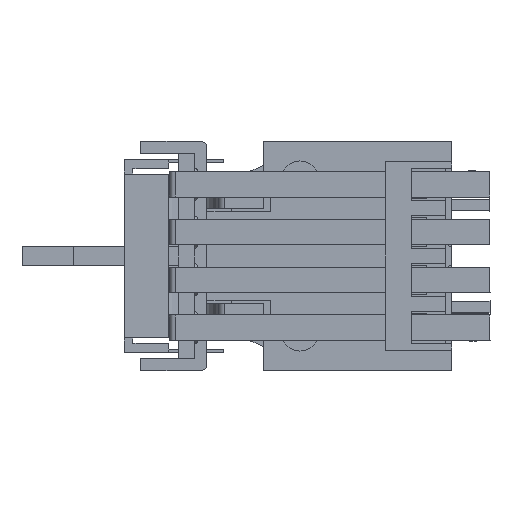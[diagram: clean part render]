
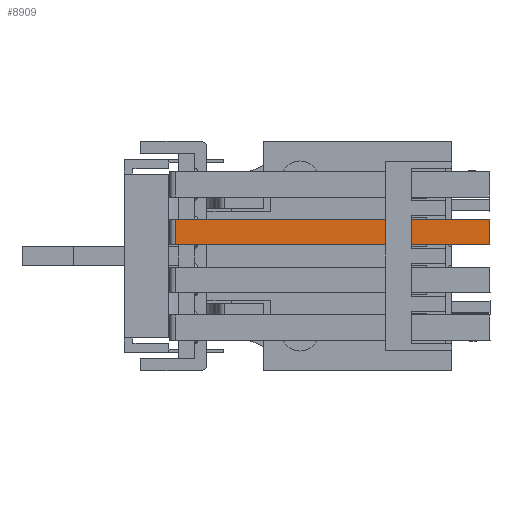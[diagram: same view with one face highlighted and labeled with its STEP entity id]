
A CAD part, left-side view. The second image highlights one B-rep face of the part: STEP entity #8909.
In plain terms, the highlighted planar face has unit normal (-1, 0, 0).
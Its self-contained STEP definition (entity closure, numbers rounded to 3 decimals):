
#467 = CARTESIAN_POINT ( 'NONE',  ( -64., -2.875, -26.569 ) ) ;
#671 = DIRECTION ( 'NONE',  ( 0., 1., 0. ) ) ;
#874 = EDGE_CURVE ( 'NONE', #1658, #14551, #16862, .T. ) ;
#1273 = VERTEX_POINT ( 'NONE', #16506 ) ;
#1658 = VERTEX_POINT ( 'NONE', #1813 ) ;
#1787 = LINE ( 'NONE', #6668, #9426 ) ;
#1813 = CARTESIAN_POINT ( 'NONE',  ( -64., -2.875, 0.2 ) ) ;
#2652 = CARTESIAN_POINT ( 'NONE',  ( -64., -2.875, -24.45 ) ) ;
#4595 = VECTOR ( 'NONE', #12173, 1000. ) ;
#5923 = DIRECTION ( 'NONE',  ( 0., -1., 0. ) ) ;
#6342 = VECTOR ( 'NONE', #5923, 1000. ) ;
#6415 = ORIENTED_EDGE ( 'NONE', *, *, #16102, .F. ) ;
#6668 = CARTESIAN_POINT ( 'NONE',  ( -64., -2.875, -26.569 ) ) ;
#7200 = CARTESIAN_POINT ( 'NONE',  ( -64., -0.875, -26.569 ) ) ;
#7552 = VECTOR ( 'NONE', #671, 1000. ) ;
#7560 = AXIS2_PLACEMENT_3D ( 'NONE', #467, #11756, #20010 ) ;
#7990 = LINE ( 'NONE', #7200, #4595 ) ;
#8909 = ADVANCED_FACE ( 'NONE', ( #9387 ), #16016, .T. ) ;
#9387 = FACE_OUTER_BOUND ( 'NONE', #12578, .T. ) ;
#9426 = VECTOR ( 'NONE', #11434, 1000. ) ;
#10327 = VERTEX_POINT ( 'NONE', #15379 ) ;
#11434 = DIRECTION ( 'NONE',  ( 0., 0., 1. ) ) ;
#11756 = DIRECTION ( 'NONE',  ( -1., 0., 0. ) ) ;
#12173 = DIRECTION ( 'NONE',  ( 0., 0., 1. ) ) ;
#12578 = EDGE_LOOP ( 'NONE', ( #15799, #19802, #6415, #15191 ) ) ;
#13367 = EDGE_CURVE ( 'NONE', #10327, #1658, #1787, .T. ) ;
#14165 = CARTESIAN_POINT ( 'NONE',  ( -64., -0.875, 0.2 ) ) ;
#14551 = VERTEX_POINT ( 'NONE', #14165 ) ;
#15191 = ORIENTED_EDGE ( 'NONE', *, *, #15854, .T. ) ;
#15379 = CARTESIAN_POINT ( 'NONE',  ( -64., -2.875, -24.45 ) ) ;
#15799 = ORIENTED_EDGE ( 'NONE', *, *, #13367, .T. ) ;
#15854 = EDGE_CURVE ( 'NONE', #1273, #10327, #17754, .T. ) ;
#16016 = PLANE ( 'NONE',  #7560 ) ;
#16102 = EDGE_CURVE ( 'NONE', #1273, #14551, #7990, .T. ) ;
#16506 = CARTESIAN_POINT ( 'NONE',  ( -64., -0.875, -24.45 ) ) ;
#16862 = LINE ( 'NONE', #18802, #7552 ) ;
#17754 = LINE ( 'NONE', #2652, #6342 ) ;
#18802 = CARTESIAN_POINT ( 'NONE',  ( -64., -2.875, 0.2 ) ) ;
#19802 = ORIENTED_EDGE ( 'NONE', *, *, #874, .T. ) ;
#20010 = DIRECTION ( 'NONE',  ( 0., 0., 1. ) ) ;
